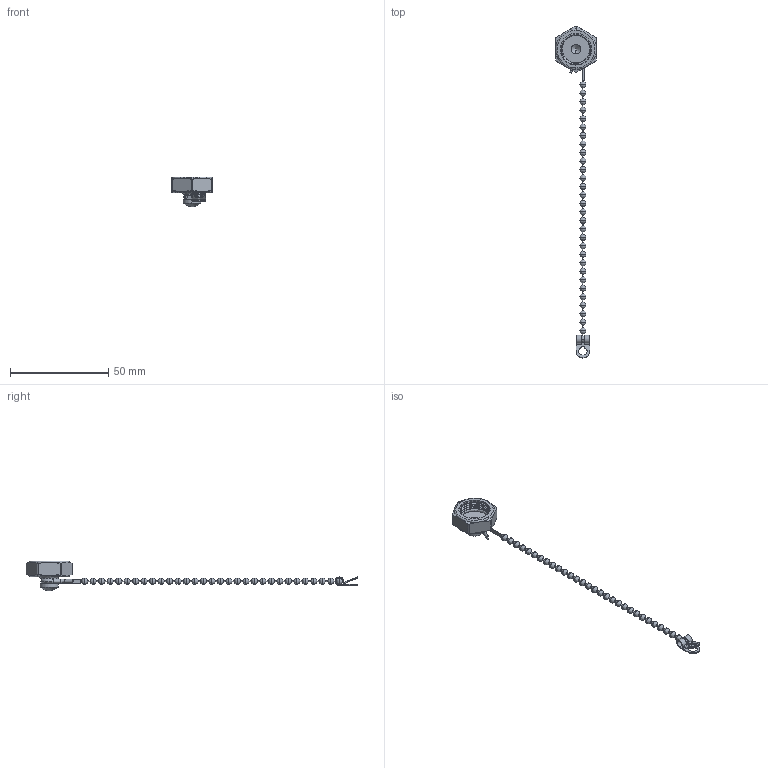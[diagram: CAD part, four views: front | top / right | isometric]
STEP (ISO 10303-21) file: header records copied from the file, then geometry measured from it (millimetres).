
FILE_DESCRIPTION (( 'STEP AP203' ), '1' );
FILE_NAME ('SF6295B-WL.STEP', '2015-06-10T14:49:10', ( '' ), ( '' ), 'SwSTEP 2.0', 'SolidWorks 2014', '' );
FILE_SCHEMA (( 'CONFIG_CONTROL_DESIGN' ));
Length unit declared in the file: millimetre
Products named in the file (1): SF6295B-WL
Bounding box: 20.62 x 168.89 x 15.24 mm (x, y, z)
Volume: 2681.7 mm3; surface area: 3502.7 mm2
Topology: 3 solids, 3 shells, 249 faces, 693 edges, 389 vertices
Faces by surface type: cylinder 125, bspline 80, plane 28, cone 16
Entity records: 9966 total; most frequent: CARTESIAN_POINT 4446, ORIENTED_EDGE 1130, DIRECTION 1120, EDGE_CURVE 565, AXIS2_PLACEMENT_3D 479, VERTEX_POINT 389, EDGE_LOOP 320, CIRCLE 309
